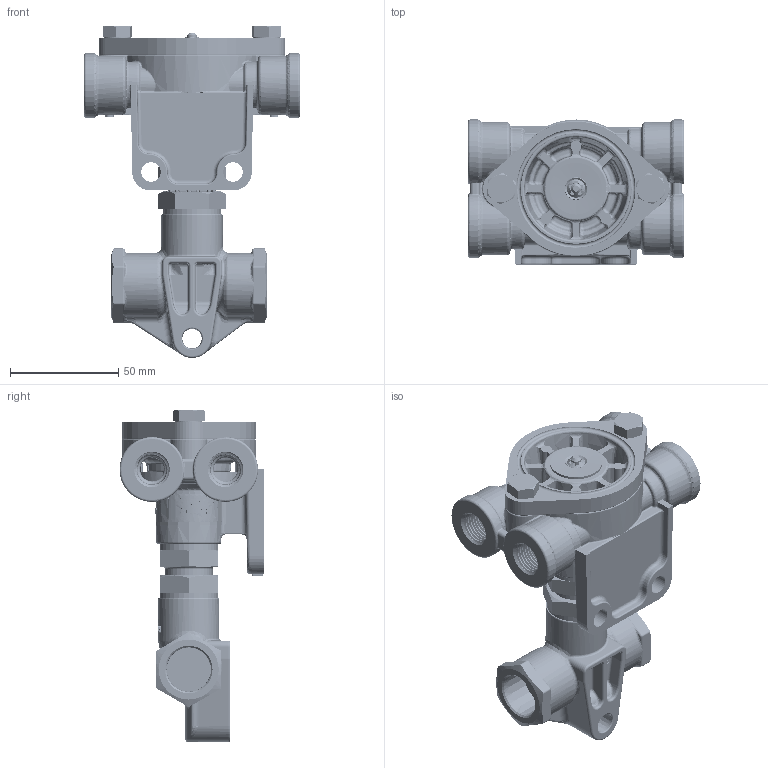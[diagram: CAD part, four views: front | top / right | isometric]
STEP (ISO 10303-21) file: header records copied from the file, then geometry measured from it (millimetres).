
FILE_DESCRIPTION((''),'2;1');
FILE_NAME('350_036_211_ASM','2022-02-08T11:39:22',('singhd'),('Haldex Brake Products'),'CREO PARAMETRIC BY PTC INC, 2018500','CREO PARAMETRIC BY PTC INC, 2018500','');
FILE_SCHEMA(('AUTOMOTIVE_DESIGN { 1 0 10303 214 1 1 1 1 }'));
Products named in the file (24): 011_1666_19_HD1_AF0; DIAPHRAM_ASS_HD1_AF0; 024_0662_09_HD1_AF0; 011_1668_19_HD1_AF0; 051_5114_09_HD1_AF0; 051_5114_09_HD1_AF1; 027_0174_09_HD1; 025_0337_09-350036; 055_0060_09-350036; 028_0414_09_350036_02; 028_0414_09_350037_02; 356_022_011_HD1_ASM; 032_0730_09; 032_0207_09_HD1; 032_0261_09_HD1; 024_0226_09_0323146523; 032_0731_09_ASM; 200971-AA_AF0; 200971-BA_ASM; 102776-AB; N-11728-BX; 102440-BA; 333_001_201_ASM; 350_036_211_ASM
Assembly tree (25 placements, depth 4):
  350_036_211_ASM
    356_022_011_HD1_ASM
      011_1666_19_HD1_AF0
      DIAPHRAM_ASS_HD1_AF0
      024_0662_09_HD1_AF0
      011_1668_19_HD1_AF0
      051_5114_09_HD1_AF0
      051_5114_09_HD1_AF1
      027_0174_09_HD1
      025_0337_09-350036
      055_0060_09-350036
      028_0414_09_350036_02
      028_0414_09_350037_02
    032_0731_09_ASM
      032_0730_09
      032_0207_09_HD1
      032_0261_09_HD1  x2
      024_0226_09_0323146523  x2
    333_001_201_ASM
      200971-BA_ASM
        200971-AA_AF0
      102776-AB
      N-11728-BX
      102440-BA
Bounding box: 100 x 67 x 153.49 mm (x, y, z)
Volume: 197356.3 mm3; surface area: 108694.9 mm2
Topology: 21 solids, 28 shells, 4220 faces, 10529 edges, 6428 vertices
Faces by surface type: plane 1270, bspline 996, cylinder 945, torus 493, cone 356, sphere 148, revolution 12
Entity records: 238044 total; most frequent: CARTESIAN_POINT 107657, ORIENTED_EDGE 20952, DIRECTION 17334, EDGE_CURVE 10491, PRESENTATION_STYLE_ASSIGNMENT 8328, STYLED_ITEM 8259, CURVE_STYLE 8249, AXIS2_PLACEMENT_3D 7087
